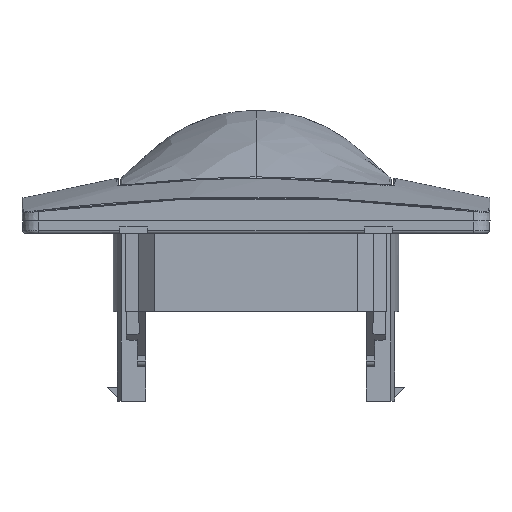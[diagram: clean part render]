
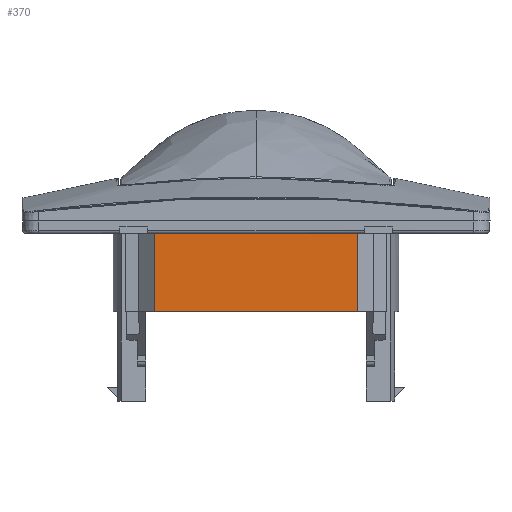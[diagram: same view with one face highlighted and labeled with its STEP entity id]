
A CAD part, front view. The second image highlights one B-rep face of the part: STEP entity #370.
In plain terms, the highlighted planar face has unit normal (0, -1, 0).
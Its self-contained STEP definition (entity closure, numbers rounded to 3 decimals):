
#90 = CARTESIAN_POINT ( 'NONE',  ( -18.665, -21.794, -14.35 ) ) ;
#193 = CARTESIAN_POINT ( 'NONE',  ( -18.665, -21.794, -0.001 ) ) ;
#360 = EDGE_LOOP ( 'NONE', ( #4633, #3355, #10051, #398 ) ) ;
#370 = ADVANCED_FACE ( 'NONE', ( #2850 ), #16582, .T. ) ;
#398 = ORIENTED_EDGE ( 'NONE', *, *, #12910, .T. ) ;
#1017 = VERTEX_POINT ( 'NONE', #12810 ) ;
#1582 = VERTEX_POINT ( 'NONE', #9774 ) ;
#1739 = DIRECTION ( 'NONE',  ( 0., 0., -1. ) ) ;
#2031 = CARTESIAN_POINT ( 'NONE',  ( -6.222, -21.794, -0.001 ) ) ;
#2435 = CARTESIAN_POINT ( 'NONE',  ( 18.665, -21.794, -4.784 ) ) ;
#2850 = FACE_OUTER_BOUND ( 'NONE', #360, .T. ) ;
#3355 = ORIENTED_EDGE ( 'NONE', *, *, #21589, .T. ) ;
#4633 = ORIENTED_EDGE ( 'NONE', *, *, #11934, .T. ) ;
#4787 = CARTESIAN_POINT ( 'NONE',  ( -18.665, -21.794, -14.35 ) ) ;
#5166 = B_SPLINE_CURVE_WITH_KNOTS ( 'NONE', 3,
 ( #11048, #7451, #2435, #17818 ),
 .UNSPECIFIED., .F., .F.,
 ( 4, 4 ),
 ( 0., 1. ),
 .UNSPECIFIED. ) ;
#5201 = CARTESIAN_POINT ( 'NONE',  ( -18.665, -21.794, -9.567 ) ) ;
#5428 = CARTESIAN_POINT ( 'NONE',  ( -18.665, -21.794, -4.784 ) ) ;
#5607 = AXIS2_PLACEMENT_3D ( 'NONE', #13093, #11882, #1739 ) ;
#7451 = CARTESIAN_POINT ( 'NONE',  ( 18.665, -21.794, -9.567 ) ) ;
#9541 = CARTESIAN_POINT ( 'NONE',  ( 18.665, -21.794, -14.35 ) ) ;
#9774 = CARTESIAN_POINT ( 'NONE',  ( -18.665, -21.794, -0.001 ) ) ;
#10051 = ORIENTED_EDGE ( 'NONE', *, *, #11555, .F. ) ;
#10074 = CARTESIAN_POINT ( 'NONE',  ( 18.665, -21.794, -14.35 ) ) ;
#11048 = CARTESIAN_POINT ( 'NONE',  ( 18.665, -21.794, -14.35 ) ) ;
#11497 = CARTESIAN_POINT ( 'NONE',  ( -6.222, -21.794, -14.35 ) ) ;
#11555 = EDGE_CURVE ( 'NONE', #1582, #1017, #15882, .T. ) ;
#11848 = CARTESIAN_POINT ( 'NONE',  ( 18.665, -21.794, -0.001 ) ) ;
#11882 = DIRECTION ( 'NONE',  ( 0., -1., 0. ) ) ;
#11934 = EDGE_CURVE ( 'NONE', #15196, #19138, #12576, .T. ) ;
#12576 = B_SPLINE_CURVE_WITH_KNOTS ( 'NONE', 3,
 ( #14873, #11497, #18372, #10074 ),
 .UNSPECIFIED., .F., .F.,
 ( 4, 4 ),
 ( 0., 1. ),
 .UNSPECIFIED. ) ;
#12810 = CARTESIAN_POINT ( 'NONE',  ( 18.665, -21.794, -0.001 ) ) ;
#12910 = EDGE_CURVE ( 'NONE', #1582, #15196, #16244, .T. ) ;
#13093 = CARTESIAN_POINT ( 'NONE',  ( 18.665, -21.794, -0.001 ) ) ;
#13482 = CARTESIAN_POINT ( 'NONE',  ( -18.665, -21.794, -0.001 ) ) ;
#14873 = CARTESIAN_POINT ( 'NONE',  ( -18.665, -21.794, -14.35 ) ) ;
#15196 = VERTEX_POINT ( 'NONE', #4787 ) ;
#15882 = B_SPLINE_CURVE_WITH_KNOTS ( 'NONE', 3,
 ( #13482, #2031, #19949, #11848 ),
 .UNSPECIFIED., .F., .F.,
 ( 4, 4 ),
 ( 0., 1. ),
 .UNSPECIFIED. ) ;
#16244 = B_SPLINE_CURVE_WITH_KNOTS ( 'NONE', 3,
 ( #193, #5428, #5201, #90 ),
 .UNSPECIFIED., .F., .F.,
 ( 4, 4 ),
 ( 0., 1. ),
 .UNSPECIFIED. ) ;
#16582 = PLANE ( 'NONE',  #5607 ) ;
#17818 = CARTESIAN_POINT ( 'NONE',  ( 18.665, -21.794, -0.001 ) ) ;
#18372 = CARTESIAN_POINT ( 'NONE',  ( 6.222, -21.794, -14.35 ) ) ;
#19138 = VERTEX_POINT ( 'NONE', #9541 ) ;
#19949 = CARTESIAN_POINT ( 'NONE',  ( 6.222, -21.794, -0.001 ) ) ;
#21589 = EDGE_CURVE ( 'NONE', #19138, #1017, #5166, .T. ) ;
